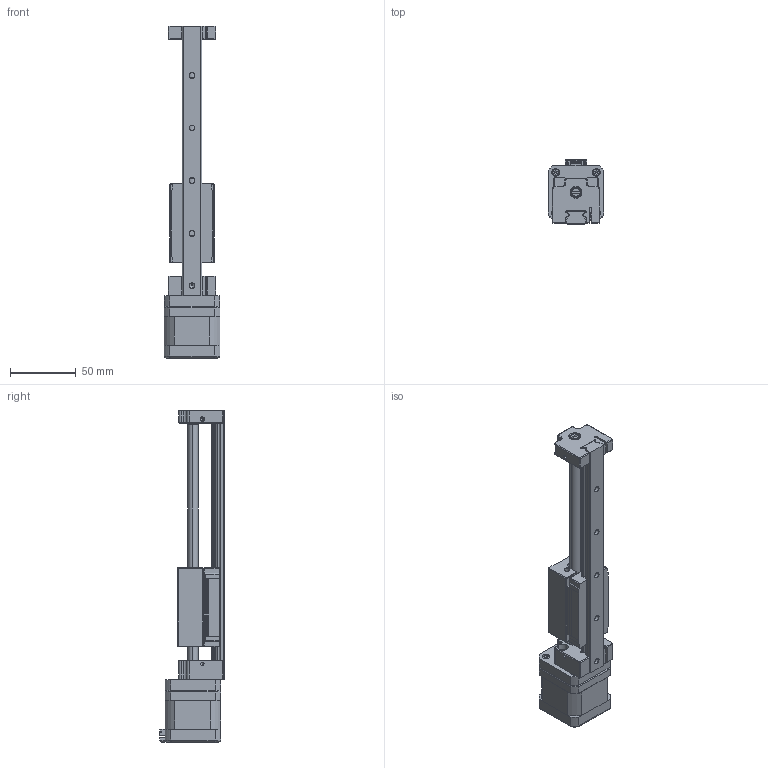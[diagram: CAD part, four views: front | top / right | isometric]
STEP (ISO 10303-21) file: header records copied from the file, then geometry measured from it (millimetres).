
FILE_DESCRIPTION (( 'STEP AP203' ), '1' );
FILE_NAME ('MS42-3A10T-LCG2-100-0.STEP', '2019-01-14T05:21:56', ( '' ), ( '' ), 'SwSTEP 2.0', 'SolidWorks 2014', '' );
FILE_SCHEMA (( 'CONFIG_CONTROL_DESIGN' ));
Length unit declared in the file: millimetre
Products named in the file (1): MS42-3A10T-LCG2-100-0
Bounding box: 42.2 x 48.85 x 252.3 mm (x, y, z)
Surface area: 83017.5 mm2 (no closed solid volume)
Topology: 0 solids, 36 shells, 1726 faces, 4272 edges, 2661 vertices
Faces by surface type: plane 826, cylinder 514, cone 285, torus 61, bspline 32, sphere 8
Entity records: 64889 total; most frequent: CARTESIAN_POINT 23822, DIRECTION 8683, ORIENTED_EDGE 8428, EDGE_CURVE 4222, AXIS2_PLACEMENT_3D 3100, VERTEX_POINT 2661, VECTOR 2483, LINE 2483
